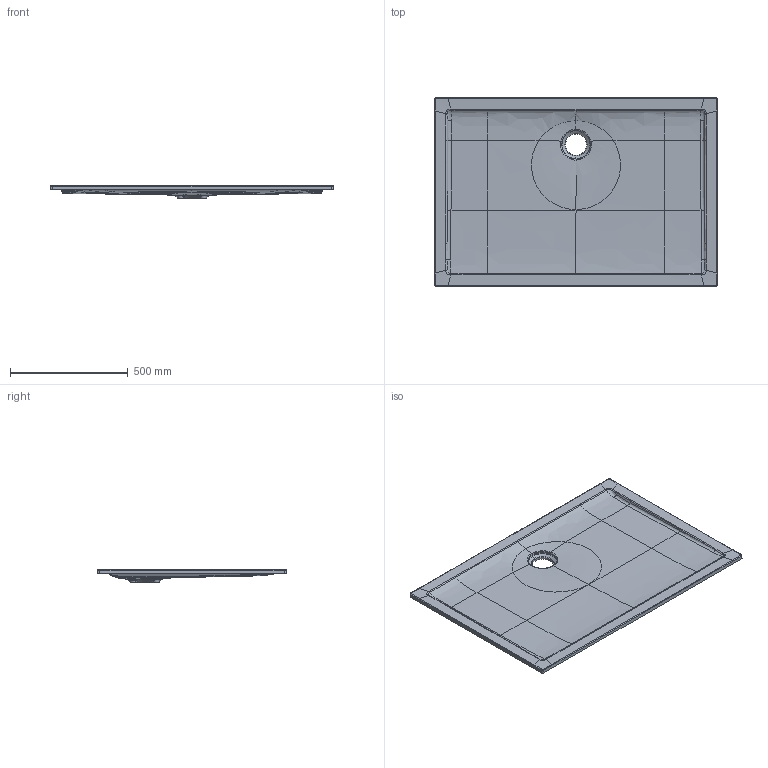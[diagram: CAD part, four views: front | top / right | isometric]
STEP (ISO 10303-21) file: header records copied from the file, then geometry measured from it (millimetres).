
FILE_DESCRIPTION((''),'2;1');
FILE_NAME('UDQ1280FFL2V_FUTURION_FLAT','2022-07-12T08:55:29',('GrootJ'),('Villeroy & Boch Wellness bv'),'CREO PARAMETRIC BY PTC INC, 2020454','CREO PARAMETRIC BY PTC INC, 2020454','');
FILE_SCHEMA(('CONFIG_CONTROL_DESIGN'));
Length unit declared in the file: millimetre
Products named in the file (1): UDQ1280FFL2V_FUTURION_FLAT
Bounding box: 1199.79 x 799.79 x 54.76 mm (x, y, z)
Volume: 15742919.8 mm3; surface area: 2013544 mm2
Topology: 1 solids, 1 shells, 332 faces, 775 edges, 441 vertices
Faces by surface type: bspline 226, plane 28, extrusion 24, cylinder 22, cone 12, torus 10, sphere 8, revolution 2
Entity records: 24001 total; most frequent: CARTESIAN_POINT 18382, ORIENTED_EDGE 1538, EDGE_CURVE 769, B_SPLINE_CURVE_WITH_KNOTS 599, DIRECTION 464, VERTEX_POINT 441, EDGE_LOOP 336, FACE_OUTER_BOUND 332
